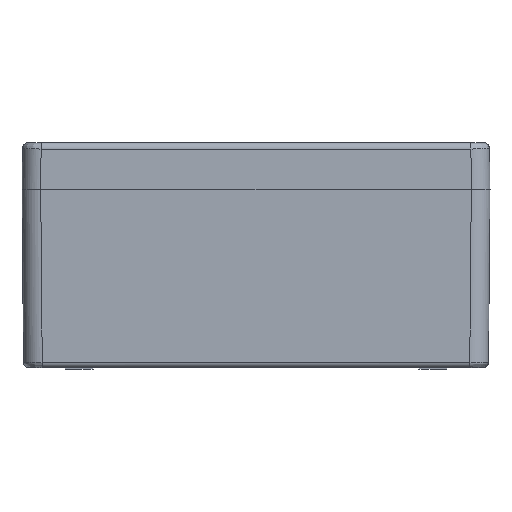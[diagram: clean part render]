
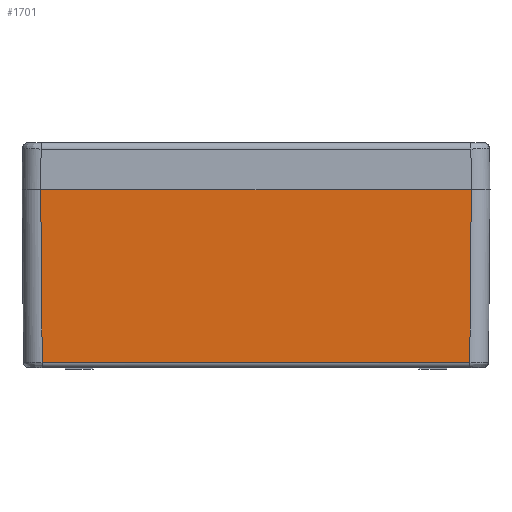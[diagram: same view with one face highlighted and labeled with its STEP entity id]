
A CAD part, left-side view. The second image highlights one B-rep face of the part: STEP entity #1701.
In plain terms, the highlighted planar face has unit normal (-1, 0, -0.009).
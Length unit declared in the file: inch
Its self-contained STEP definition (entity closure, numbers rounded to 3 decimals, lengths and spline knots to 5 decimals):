
#275 = VECTOR ( 'NONE', #9181, 39.37008 ) ;
#537 = EDGE_CURVE ( 'NONE', #11176, #12057, #10741, .T. ) ;
#683 = VECTOR ( 'NONE', #7420, 39.37008 ) ;
#739 = CARTESIAN_POINT ( 'NONE',  ( -7.8424, 2.46063, -3.62308 ) ) ;
#1077 = CARTESIAN_POINT ( 'NONE',  ( -7.87402, 4.92126, 0. ) ) ;
#1293 = DIRECTION ( 'NONE',  ( -0.009, 0., 1. ) ) ;
#1614 = CARTESIAN_POINT ( 'NONE',  ( -7.87402, 4.52757, 0. ) ) ;
#1667 = EDGE_CURVE ( 'NONE', #11952, #7134, #6747, .T. ) ;
#1701 = ADVANCED_FACE ( 'NONE', ( #6896 ), #11347, .T. ) ;
#2253 = DIRECTION ( 'NONE',  ( -1., 0., -0.009 ) ) ;
#3614 = CARTESIAN_POINT ( 'NONE',  ( -7.87402, -4.52757, 0. ) ) ;
#3618 = LINE ( 'NONE', #9036, #275 ) ;
#5999 = EDGE_CURVE ( 'NONE', #7134, #11176, #12907, .T. ) ;
#6372 = DIRECTION ( 'NONE',  ( -0.009, 0.009, 1. ) ) ;
#6747 = LINE ( 'NONE', #7828, #7770 ) ;
#6896 = FACE_OUTER_BOUND ( 'NONE', #14217, .T. ) ;
#7134 = VERTEX_POINT ( 'NONE', #9708 ) ;
#7420 = DIRECTION ( 'NONE',  ( 0., 1., 0. ) ) ;
#7670 = CARTESIAN_POINT ( 'NONE',  ( -7.87345, 4.527, -0.06527 ) ) ;
#7770 = VECTOR ( 'NONE', #12232, 39.37008 ) ;
#7828 = CARTESIAN_POINT ( 'NONE',  ( -7.87367, -4.52723, -0.03951 ) ) ;
#8467 = ORIENTED_EDGE ( 'NONE', *, *, #11499, .T. ) ;
#8984 = ORIENTED_EDGE ( 'NONE', *, *, #5999, .F. ) ;
#9036 = CARTESIAN_POINT ( 'NONE',  ( -7.87402, 4.92126, 0. ) ) ;
#9181 = DIRECTION ( 'NONE',  ( 0., 1., 0. ) ) ;
#9708 = CARTESIAN_POINT ( 'NONE',  ( -7.8424, -4.49596, -3.62308 ) ) ;
#9786 = ORIENTED_EDGE ( 'NONE', *, *, #537, .F. ) ;
#10741 = LINE ( 'NONE', #7670, #12195 ) ;
#10960 = ORIENTED_EDGE ( 'NONE', *, *, #1667, .F. ) ;
#11176 = VERTEX_POINT ( 'NONE', #12362 ) ;
#11347 = PLANE ( 'NONE',  #12455 ) ;
#11499 = EDGE_CURVE ( 'NONE', #11952, #12057, #3618, .T. ) ;
#11952 = VERTEX_POINT ( 'NONE', #3614 ) ;
#12057 = VERTEX_POINT ( 'NONE', #1614 ) ;
#12195 = VECTOR ( 'NONE', #6372, 39.37008 ) ;
#12232 = DIRECTION ( 'NONE',  ( 0.009, 0.009, -1. ) ) ;
#12362 = CARTESIAN_POINT ( 'NONE',  ( -7.8424, 4.49596, -3.62308 ) ) ;
#12455 = AXIS2_PLACEMENT_3D ( 'NONE', #1077, #2253, #1293 ) ;
#12907 = LINE ( 'NONE', #739, #683 ) ;
#14217 = EDGE_LOOP ( 'NONE', ( #9786, #8984, #10960, #8467 ) ) ;
